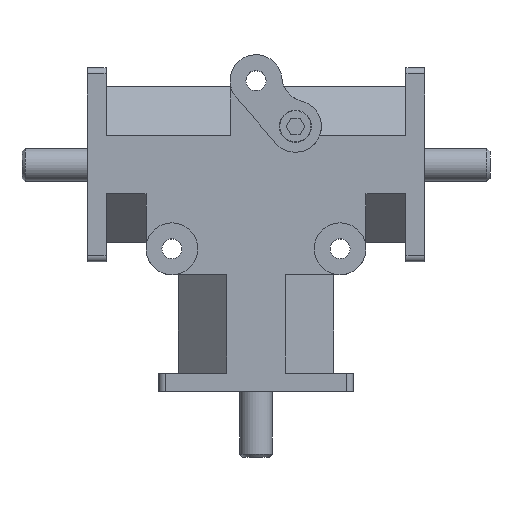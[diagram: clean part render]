
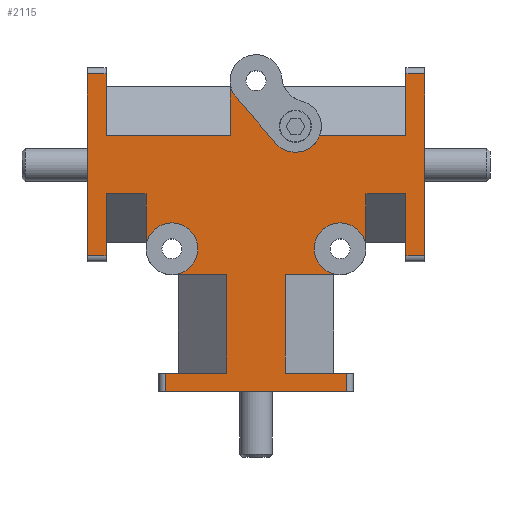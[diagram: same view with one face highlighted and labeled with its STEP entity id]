
A CAD part, top view. The second image highlights one B-rep face of the part: STEP entity #2115.
In plain terms, the highlighted planar face has unit normal (0, 0, 1).
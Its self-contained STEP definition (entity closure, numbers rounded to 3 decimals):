
#80=PLANE('',#2314);
#177=FACE_OUTER_BOUND('',#314,.T.);
#314=EDGE_LOOP('',(#1596,#1597,#1598,#1599,#1600,#1601,#1602,#1603,#1604,
#1605,#1606,#1607,#1608,#1609,#1610,#1611,#1612,#1613,#1614,#1615,#1616,
#1617,#1618,#1619,#1620,#1621,#1622,#1623,#1624,#1625,#1626,#1627));
#482=CIRCLE('',#2315,6.35);
#483=CIRCLE('',#2316,6.35);
#484=CIRCLE('',#2317,6.35);
#485=CIRCLE('',#2318,6.35);
#486=CIRCLE('',#2319,6.35);
#544=LINE('',#3215,#739);
#549=LINE('',#3239,#744);
#554=LINE('',#3260,#749);
#557=LINE('',#3275,#752);
#562=LINE('',#3296,#757);
#563=LINE('',#3302,#758);
#567=LINE('',#3316,#762);
#575=LINE('',#3337,#770);
#581=LINE('',#3352,#776);
#583=LINE('',#3360,#778);
#584=LINE('',#3362,#779);
#585=LINE('',#3364,#780);
#586=LINE('',#3370,#781);
#587=LINE('',#3372,#782);
#588=LINE('',#3373,#783);
#589=LINE('',#3374,#784);
#590=LINE('',#3376,#785);
#591=LINE('',#3380,#786);
#592=LINE('',#3383,#787);
#593=LINE('',#3385,#788);
#594=LINE('',#3386,#789);
#595=LINE('',#3387,#790);
#596=LINE('',#3389,#791);
#597=LINE('',#3391,#792);
#598=LINE('',#3395,#793);
#599=LINE('',#3397,#794);
#600=LINE('',#3398,#795);
#739=VECTOR('',#2586,1.);
#744=VECTOR('',#2607,1.);
#749=VECTOR('',#2626,1.);
#752=VECTOR('',#2639,1.);
#757=VECTOR('',#2658,1.);
#758=VECTOR('',#2663,1.);
#762=VECTOR('',#2677,1.);
#770=VECTOR('',#2695,1.);
#776=VECTOR('',#2707,1.);
#778=VECTOR('',#2715,1.);
#779=VECTOR('',#2716,1.);
#780=VECTOR('',#2717,1.);
#781=VECTOR('',#2722,1.);
#782=VECTOR('',#2723,1.);
#783=VECTOR('',#2724,1.);
#784=VECTOR('',#2725,1.);
#785=VECTOR('',#2726,1.);
#786=VECTOR('',#2729,1.);
#787=VECTOR('',#2732,1.);
#788=VECTOR('',#2733,1.);
#789=VECTOR('',#2734,1.);
#790=VECTOR('',#2735,1.);
#791=VECTOR('',#2736,1.);
#792=VECTOR('',#2737,1.);
#793=VECTOR('',#2740,1.);
#794=VECTOR('',#2741,1.);
#795=VECTOR('',#2742,1.);
#914=VERTEX_POINT('',#3089);
#951=VERTEX_POINT('',#3208);
#954=VERTEX_POINT('',#3213);
#964=VERTEX_POINT('',#3236);
#965=VERTEX_POINT('',#3238);
#971=VERTEX_POINT('',#3253);
#974=VERTEX_POINT('',#3258);
#980=VERTEX_POINT('',#3272);
#981=VERTEX_POINT('',#3274);
#987=VERTEX_POINT('',#3289);
#990=VERTEX_POINT('',#3294);
#992=VERTEX_POINT('',#3299);
#993=VERTEX_POINT('',#3301);
#1006=VERTEX_POINT('',#3335);
#1012=VERTEX_POINT('',#3350);
#1015=VERTEX_POINT('',#3359);
#1016=VERTEX_POINT('',#3361);
#1017=VERTEX_POINT('',#3363);
#1018=VERTEX_POINT('',#3365);
#1019=VERTEX_POINT('',#3367);
#1020=VERTEX_POINT('',#3369);
#1021=VERTEX_POINT('',#3371);
#1022=VERTEX_POINT('',#3375);
#1023=VERTEX_POINT('',#3377);
#1024=VERTEX_POINT('',#3379);
#1025=VERTEX_POINT('',#3382);
#1026=VERTEX_POINT('',#3384);
#1027=VERTEX_POINT('',#3388);
#1028=VERTEX_POINT('',#3390);
#1029=VERTEX_POINT('',#3392);
#1030=VERTEX_POINT('',#3394);
#1031=VERTEX_POINT('',#3396);
#1171=EDGE_CURVE('',#954,#951,#544,.T.);
#1181=EDGE_CURVE('',#964,#965,#549,.T.);
#1191=EDGE_CURVE('',#974,#971,#554,.T.);
#1197=EDGE_CURVE('',#980,#981,#557,.T.);
#1207=EDGE_CURVE('',#990,#987,#562,.T.);
#1209=EDGE_CURVE('',#992,#993,#563,.T.);
#1216=EDGE_CURVE('',#951,#964,#567,.T.);
#1228=EDGE_CURVE('',#1006,#974,#575,.T.);
#1236=EDGE_CURVE('',#1012,#990,#581,.T.);
#1240=EDGE_CURVE('',#1015,#954,#583,.T.);
#1241=EDGE_CURVE('',#1016,#1015,#584,.T.);
#1242=EDGE_CURVE('',#1017,#1016,#585,.T.);
#1243=EDGE_CURVE('',#1017,#1018,#482,.T.);
#1244=EDGE_CURVE('',#1018,#1019,#483,.T.);
#1245=EDGE_CURVE('',#1020,#1019,#586,.T.);
#1246=EDGE_CURVE('',#1021,#1020,#587,.T.);
#1247=EDGE_CURVE('',#993,#1021,#588,.T.);
#1248=EDGE_CURVE('',#987,#992,#589,.T.);
#1249=EDGE_CURVE('',#1022,#1012,#590,.T.);
#1250=EDGE_CURVE('',#1022,#1023,#484,.T.);
#1251=EDGE_CURVE('',#1023,#1024,#591,.T.);
#1252=EDGE_CURVE('',#1024,#914,#485,.T.);
#1253=EDGE_CURVE('',#1025,#914,#592,.T.);
#1254=EDGE_CURVE('',#1026,#1025,#593,.T.);
#1255=EDGE_CURVE('',#981,#1026,#594,.T.);
#1256=EDGE_CURVE('',#971,#980,#595,.T.);
#1257=EDGE_CURVE('',#1027,#1006,#596,.T.);
#1258=EDGE_CURVE('',#1028,#1027,#597,.T.);
#1259=EDGE_CURVE('',#1028,#1029,#486,.T.);
#1260=EDGE_CURVE('',#1030,#1029,#598,.T.);
#1261=EDGE_CURVE('',#1031,#1030,#599,.T.);
#1262=EDGE_CURVE('',#965,#1031,#600,.T.);
#1596=ORIENTED_EDGE('',*,*,#1171,.F.);
#1597=ORIENTED_EDGE('',*,*,#1240,.F.);
#1598=ORIENTED_EDGE('',*,*,#1241,.F.);
#1599=ORIENTED_EDGE('',*,*,#1242,.F.);
#1600=ORIENTED_EDGE('',*,*,#1243,.T.);
#1601=ORIENTED_EDGE('',*,*,#1244,.T.);
#1602=ORIENTED_EDGE('',*,*,#1245,.F.);
#1603=ORIENTED_EDGE('',*,*,#1246,.F.);
#1604=ORIENTED_EDGE('',*,*,#1247,.F.);
#1605=ORIENTED_EDGE('',*,*,#1209,.F.);
#1606=ORIENTED_EDGE('',*,*,#1248,.F.);
#1607=ORIENTED_EDGE('',*,*,#1207,.F.);
#1608=ORIENTED_EDGE('',*,*,#1236,.F.);
#1609=ORIENTED_EDGE('',*,*,#1249,.F.);
#1610=ORIENTED_EDGE('',*,*,#1250,.T.);
#1611=ORIENTED_EDGE('',*,*,#1251,.T.);
#1612=ORIENTED_EDGE('',*,*,#1252,.T.);
#1613=ORIENTED_EDGE('',*,*,#1253,.F.);
#1614=ORIENTED_EDGE('',*,*,#1254,.F.);
#1615=ORIENTED_EDGE('',*,*,#1255,.F.);
#1616=ORIENTED_EDGE('',*,*,#1197,.F.);
#1617=ORIENTED_EDGE('',*,*,#1256,.F.);
#1618=ORIENTED_EDGE('',*,*,#1191,.F.);
#1619=ORIENTED_EDGE('',*,*,#1228,.F.);
#1620=ORIENTED_EDGE('',*,*,#1257,.F.);
#1621=ORIENTED_EDGE('',*,*,#1258,.F.);
#1622=ORIENTED_EDGE('',*,*,#1259,.T.);
#1623=ORIENTED_EDGE('',*,*,#1260,.F.);
#1624=ORIENTED_EDGE('',*,*,#1261,.F.);
#1625=ORIENTED_EDGE('',*,*,#1262,.F.);
#1626=ORIENTED_EDGE('',*,*,#1181,.F.);
#1627=ORIENTED_EDGE('',*,*,#1216,.F.);
#2115=ADVANCED_FACE('',(#177),#80,.T.);
#2314=AXIS2_PLACEMENT_3D('',#3358,#2713,#2714);
#2315=AXIS2_PLACEMENT_3D('',#3366,#2718,#2719);
#2316=AXIS2_PLACEMENT_3D('',#3368,#2720,#2721);
#2317=AXIS2_PLACEMENT_3D('',#3378,#2727,#2728);
#2318=AXIS2_PLACEMENT_3D('',#3381,#2730,#2731);
#2319=AXIS2_PLACEMENT_3D('',#3393,#2738,#2739);
#2586=DIRECTION('',(0.,-1.,0.));
#2607=DIRECTION('',(0.,1.,0.));
#2626=DIRECTION('',(-1.,0.,0.));
#2639=DIRECTION('',(1.,0.,0.));
#2658=DIRECTION('',(1.,0.,0.));
#2663=DIRECTION('',(-1.,0.,0.));
#2677=DIRECTION('',(-1.,0.,0.));
#2695=DIRECTION('',(0.,-1.,0.));
#2707=DIRECTION('',(0.,1.,0.));
#2713=DIRECTION('center_axis',(0.,0.,1.));
#2714=DIRECTION('ref_axis',(-1.,0.,0.));
#2715=DIRECTION('',(1.,0.,0.));
#2716=DIRECTION('',(0.,-1.,0.));
#2717=DIRECTION('',(-1.,0.,0.));
#2718=DIRECTION('center_axis',(0.,0.,-1.));
#2719=DIRECTION('ref_axis',(1.,0.,0.));
#2720=DIRECTION('center_axis',(0.,0.,-1.));
#2721=DIRECTION('ref_axis',(1.,0.,0.));
#2722=DIRECTION('',(0.,-1.,0.));
#2723=DIRECTION('',(-1.,0.,0.));
#2724=DIRECTION('',(0.,1.,0.));
#2725=DIRECTION('',(0.,-1.,0.));
#2726=DIRECTION('',(1.,0.,0.));
#2727=DIRECTION('center_axis',(0.,0.,-1.));
#2728=DIRECTION('ref_axis',(1.,0.,0.));
#2729=DIRECTION('',(-0.654,0.757,0.));
#2730=DIRECTION('center_axis',(0.,0.,-1.));
#2731=DIRECTION('ref_axis',(1.,0.,0.));
#2732=DIRECTION('',(0.,1.,0.));
#2733=DIRECTION('',(1.,0.,0.));
#2734=DIRECTION('',(0.,-1.,0.));
#2735=DIRECTION('',(0.,1.,0.));
#2736=DIRECTION('',(-1.,0.,0.));
#2737=DIRECTION('',(0.,1.,0.));
#2738=DIRECTION('center_axis',(0.,0.,-1.));
#2739=DIRECTION('ref_axis',(1.,0.,0.));
#2740=DIRECTION('',(-1.,0.,0.));
#2741=DIRECTION('',(0.,1.,0.));
#2742=DIRECTION('',(1.,0.,0.));
#3089=CARTESIAN_POINT('',(-6.35,76.137,17.526));
#3208=CARTESIAN_POINT('',(22.225,0.,17.526));
#3213=CARTESIAN_POINT('',(22.225,4.572,17.526));
#3215=CARTESIAN_POINT('',(22.225,23.638,17.526));
#3236=CARTESIAN_POINT('',(-22.225,0.,17.526));
#3238=CARTESIAN_POINT('',(-22.225,4.572,17.526));
#3239=CARTESIAN_POINT('',(-22.225,21.352,17.526));
#3253=CARTESIAN_POINT('',(-41.275,33.338,17.526));
#3258=CARTESIAN_POINT('',(-36.703,33.338,17.526));
#3260=CARTESIAN_POINT('',(-18.352,33.338,17.526));
#3272=CARTESIAN_POINT('',(-41.275,77.788,17.526));
#3274=CARTESIAN_POINT('',(-36.703,77.788,17.526));
#3275=CARTESIAN_POINT('',(-20.638,77.788,17.526));
#3289=CARTESIAN_POINT('',(41.275,77.788,17.526));
#3294=CARTESIAN_POINT('',(36.703,77.788,17.526));
#3296=CARTESIAN_POINT('',(18.352,77.788,17.526));
#3299=CARTESIAN_POINT('',(41.275,33.338,17.526));
#3301=CARTESIAN_POINT('',(36.703,33.338,17.526));
#3302=CARTESIAN_POINT('',(20.638,33.338,17.526));
#3316=CARTESIAN_POINT('',(23.749,0.,17.526));
#3335=CARTESIAN_POINT('',(-36.703,48.451,17.526));
#3337=CARTESIAN_POINT('',(-36.703,31.814,17.526));
#3350=CARTESIAN_POINT('',(36.703,62.675,17.526));
#3352=CARTESIAN_POINT('',(36.703,74.613,17.526));
#3358=CARTESIAN_POINT('Origin',(0.,42.703,
17.526));
#3359=CARTESIAN_POINT('',(7.112,4.572,17.526));
#3360=CARTESIAN_POINT('',(23.749,4.572,17.526));
#3361=CARTESIAN_POINT('',(7.112,28.639,17.526));
#3362=CARTESIAN_POINT('',(7.112,35.576,17.526));
#3363=CARTESIAN_POINT('',(20.574,28.639,17.526));
#3364=CARTESIAN_POINT('',(10.287,28.639,17.526));
#3365=CARTESIAN_POINT('',(14.224,34.989,17.526));
#3366=CARTESIAN_POINT('Origin',(20.574,34.989,17.526));
#3367=CARTESIAN_POINT('',(26.924,34.989,17.526));
#3368=CARTESIAN_POINT('Origin',(20.574,34.989,17.526));
#3369=CARTESIAN_POINT('',(26.924,48.451,17.526));
#3370=CARTESIAN_POINT('',(26.924,34.989,17.526));
#3371=CARTESIAN_POINT('',(36.703,48.451,17.526));
#3372=CARTESIAN_POINT('',(18.352,48.451,17.526));
#3373=CARTESIAN_POINT('',(36.703,37.354,17.526));
#3374=CARTESIAN_POINT('',(41.275,31.814,17.526));
#3375=CARTESIAN_POINT('',(15.576,62.675,17.526));
#3376=CARTESIAN_POINT('',(3.175,62.675,17.526));
#3377=CARTESIAN_POINT('',(4.846,60.81,17.526));
#3378=CARTESIAN_POINT('Origin',(9.652,64.961,17.526));
#3379=CARTESIAN_POINT('',(-4.806,71.986,17.526));
#3380=CARTESIAN_POINT('',(8.242,56.878,17.526));
#3381=CARTESIAN_POINT('Origin',(0.,76.137,17.526));
#3382=CARTESIAN_POINT('',(-6.35,62.675,17.526));
#3383=CARTESIAN_POINT('',(-6.35,74.613,17.526));
#3384=CARTESIAN_POINT('',(-36.703,62.675,17.526));
#3385=CARTESIAN_POINT('',(-18.352,62.675,17.526));
#3386=CARTESIAN_POINT('',(-36.703,61.103,17.526));
#3387=CARTESIAN_POINT('',(-41.275,31.814,17.526));
#3388=CARTESIAN_POINT('',(-26.924,48.451,17.526));
#3389=CARTESIAN_POINT('',(-13.462,48.451,17.526));
#3390=CARTESIAN_POINT('',(-26.924,34.989,17.526));
#3391=CARTESIAN_POINT('',(-26.924,38.941,17.526));
#3392=CARTESIAN_POINT('',(-20.574,28.639,17.526));
#3393=CARTESIAN_POINT('Origin',(-20.574,34.989,17.526));
#3394=CARTESIAN_POINT('',(-7.112,28.639,17.526));
#3395=CARTESIAN_POINT('',(-19.05,28.639,17.526));
#3396=CARTESIAN_POINT('',(-7.112,4.572,17.526));
#3397=CARTESIAN_POINT('',(-7.112,23.638,17.526));
#3398=CARTESIAN_POINT('',(-11.875,4.572,17.526));
